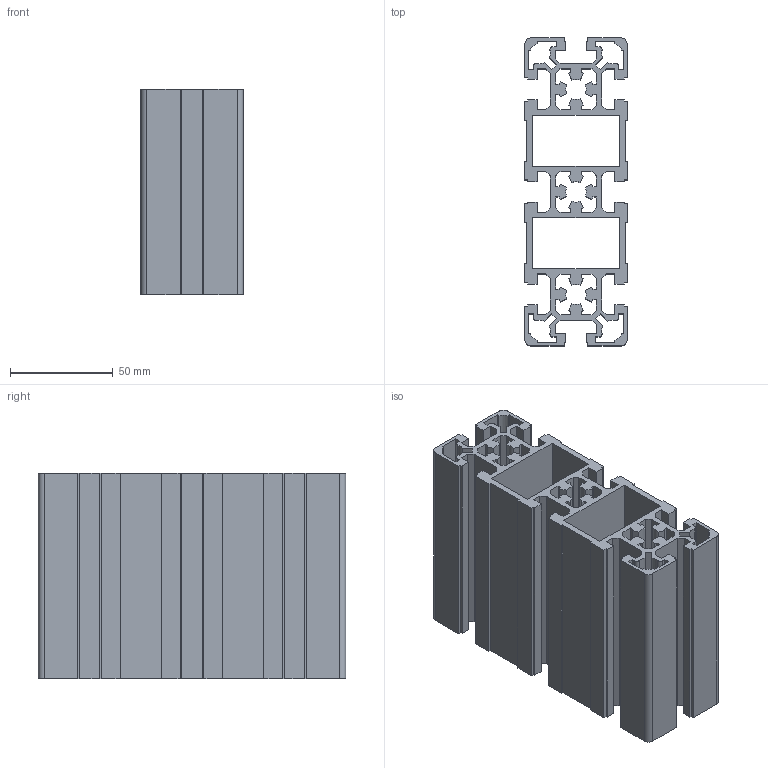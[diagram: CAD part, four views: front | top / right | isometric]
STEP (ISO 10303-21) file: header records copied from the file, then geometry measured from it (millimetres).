
FILE_DESCRIPTION(/* description */ (''),/* implementation_level */ '2;1');
FILE_NAME(/* name */ 'PB-1322_Profi_50x150_leicht-10.stp',/* time_stamp */ '2020-01-21T13:48:04+01:00',/* author */ ('jmaun'),/* organization */ (''),/* preprocessor_version */ 'ST-DEVELOPER v17',/* originating_system */ 'Autodesk Inventor 2019',/* authorisation */ '');
FILE_SCHEMA (('AUTOMOTIVE_DESIGN { 1 0 10303 214 3 1 1 }'));
Length unit declared in the file: millimetre
Products named in the file (1): PB-1322_Profi_50x150_leicht-10
Bounding box: 50 x 150 x 100 mm (x, y, z)
Volume: 248325.1 mm3; surface area: 167001.2 mm2
Topology: 1 solids, 1 shells, 330 faces, 984 edges, 656 vertices
Faces by surface type: plane 294, cylinder 36
Entity records: 10995 total; most frequent: CARTESIAN_POINT 1971, ORIENTED_EDGE 1968, DIRECTION 1718, EDGE_CURVE 984, LINE 912, VECTOR 912, VERTEX_POINT 656, AXIS2_PLACEMENT_3D 403
